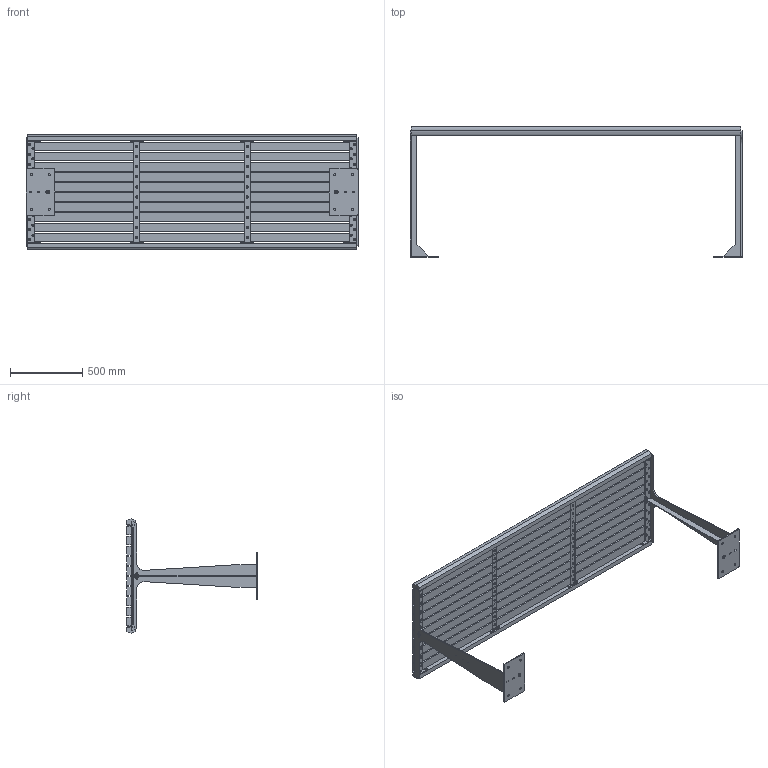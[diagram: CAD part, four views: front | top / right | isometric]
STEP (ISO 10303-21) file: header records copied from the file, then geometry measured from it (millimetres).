
FILE_DESCRIPTION (( 'STEP AP203' ), '1' );
FILE_NAME ('GRTA_2300.STEP', '2021-03-16T08:22:11', ( '' ), ( '' ), 'SwSTEP 2.0', 'SolidWorks 2020', '' );
FILE_SCHEMA (( 'CONFIG_CONTROL_DESIGN' ));
Length unit declared in the file: millimetre
Products named in the file (16): GRTA-2300 Leg Reinf T; GRBE-2300 Seat Reinf R; GRTA Reinf MT; GRBE_Wood_2_2300; GRTA Base Reinf Middle T; GRBE Seat Reinf MEnd; GRBE-2300 Seat Reinf L; GRTA_2300; GRTA-2300 Leg T; GRTA-2300 Reinf T; GRBE_Wood_3_2300; FURNS Brandtag sticker; GRBE-2300 Ground plate S; GRTA-2300 Base T
Assembly tree (35 placements, depth 3):
  GRTA_2300
    GRTA-2300 Base T
      GRTA-2300 Leg T
      GRTA-2300 Reinf T
      GRTA-2300 Leg Reinf T
      GRBE-2300 Ground plate S
      GRBE-2300 Seat Reinf L
      GRBE-2300 Seat Reinf R
    GRTA Base Reinf Middle T
      GRTA Reinf MT
      GRBE Seat Reinf MEnd  x2
    GRTA-2300 Base T
      GRTA-2300 Leg T
      GRTA-2300 Reinf T
      GRTA-2300 Leg Reinf T
      GRBE-2300 Ground plate S
      GRBE-2300 Seat Reinf L
      GRBE-2300 Seat Reinf R
    GRTA Base Reinf Middle T
      GRTA Reinf MT
      GRBE Seat Reinf MEnd  x2
    GRBE_Wood_3_2300  x2
    GRBE_Wood_2_2300  x10
    FURNS Brandtag sticker
Bounding box: 2300.15 x 905 x 790 mm (x, y, z)
Volume: 69121457.8 mm3; surface area: 6825161.8 mm2
Topology: 31 solids, 31 shells, 1075 faces, 2827 edges, 1834 vertices
Faces by surface type: plane 572, cylinder 265, cone 152, bspline 86
Entity records: 23290 total; most frequent: CARTESIAN_POINT 4810, ORIENTED_EDGE 3492, DIRECTION 3100, EDGE_CURVE 1746, VECTOR 1256, LINE 1256, VERTEX_POINT 1140, AXIS2_PLACEMENT_3D 922
